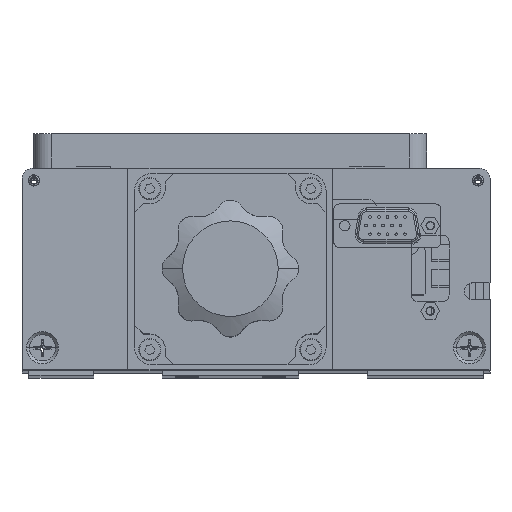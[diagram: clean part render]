
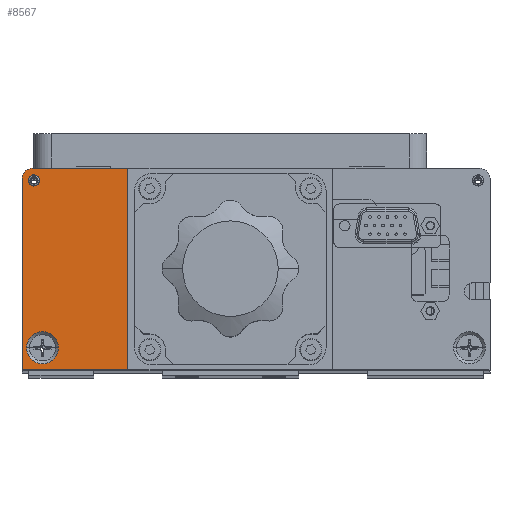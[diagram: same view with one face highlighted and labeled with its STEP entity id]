
A CAD part, top view. The second image highlights one B-rep face of the part: STEP entity #8567.
In plain terms, the highlighted planar face has unit normal (0, 0, 1).
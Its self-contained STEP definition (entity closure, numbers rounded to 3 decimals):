
#64 = EDGE_LOOP ( 'NONE', ( #15837, #6318 ) ) ;
#193 = CARTESIAN_POINT ( 'NONE',  ( -194.236, 33.83, 6.166 ) ) ;
#1123 = LINE ( 'NONE', #9692, #7872 ) ;
#3185 = CARTESIAN_POINT ( 'NONE',  ( -194.236, 30.83, 6.166 ) ) ;
#4319 = CIRCLE ( 'NONE', #7380, 1.65 ) ;
#4480 = VECTOR ( 'NONE', #23728, 1000. ) ;
#4547 = FACE_BOUND ( 'NONE', #22986, .T. ) ;
#5471 = VERTEX_POINT ( 'NONE', #21280 ) ;
#5497 = CIRCLE ( 'NONE', #11423, 3. ) ;
#5989 = CARTESIAN_POINT ( 'NONE',  ( -193.736, 30.33, 6.166 ) ) ;
#6318 = ORIENTED_EDGE ( 'NONE', *, *, #11742, .F. ) ;
#6514 = DIRECTION ( 'NONE',  ( 1., 0., 0. ) ) ;
#6715 = AXIS2_PLACEMENT_3D ( 'NONE', #36509, #16601, #39828 ) ;
#7041 = AXIS2_PLACEMENT_3D ( 'NONE', #16221, #39453, #19549 ) ;
#7380 = AXIS2_PLACEMENT_3D ( 'NONE', #5989, #29322, #9379 ) ;
#7401 = CARTESIAN_POINT ( 'NONE',  ( -193.736, 30.33, 6.166 ) ) ;
#7872 = VECTOR ( 'NONE', #39634, 1000. ) ;
#7958 = CARTESIAN_POINT ( 'NONE',  ( -195.386, 30.33, 6.166 ) ) ;
#8322 = CARTESIAN_POINT ( 'NONE',  ( -166.236, 33.83, 6.166 ) ) ;
#8556 = LINE ( 'NONE', #8854, #32999 ) ;
#8567 = ADVANCED_FACE ( 'NONE', ( #14484, #13416, #4547 ), #27912, .T. ) ;
#8854 = CARTESIAN_POINT ( 'NONE',  ( -166.236, -25.17, 6.166 ) ) ;
#9379 = DIRECTION ( 'NONE',  ( 1., 0., 0. ) ) ;
#9692 = CARTESIAN_POINT ( 'NONE',  ( -197.236, 30.83, 6.166 ) ) ;
#10734 = DIRECTION ( 'NONE',  ( 1., 0., 0. ) ) ;
#11423 = AXIS2_PLACEMENT_3D ( 'NONE', #3185, #26476, #6514 ) ;
#11742 = EDGE_CURVE ( 'NONE', #40245, #39230, #39122, .T. ) ;
#12440 = AXIS2_PLACEMENT_3D ( 'NONE', #7401, #30671, #10734 ) ;
#13416 = FACE_OUTER_BOUND ( 'NONE', #34527, .T. ) ;
#14274 = ORIENTED_EDGE ( 'NONE', *, *, #36973, .T. ) ;
#14484 = FACE_BOUND ( 'NONE', #64, .T. ) ;
#14826 = DIRECTION ( 'NONE',  ( 0., 0., 1. ) ) ;
#15837 = ORIENTED_EDGE ( 'NONE', *, *, #38120, .F. ) ;
#16221 = CARTESIAN_POINT ( 'NONE',  ( -191.236, -18.67, 6.166 ) ) ;
#16601 = DIRECTION ( 'NONE',  ( 0., 0., 1. ) ) ;
#17211 = ORIENTED_EDGE ( 'NONE', *, *, #21011, .T. ) ;
#17294 = VERTEX_POINT ( 'NONE', #36512 ) ;
#17375 = EDGE_CURVE ( 'NONE', #19048, #17294, #29856, .T. ) ;
#18555 = DIRECTION ( 'NONE',  ( 0., 1., 0. ) ) ;
#18679 = VERTEX_POINT ( 'NONE', #8322 ) ;
#19048 = VERTEX_POINT ( 'NONE', #7958 ) ;
#19418 = ORIENTED_EDGE ( 'NONE', *, *, #22574, .T. ) ;
#19549 = DIRECTION ( 'NONE',  ( 1., 0., 0. ) ) ;
#19692 = ORIENTED_EDGE ( 'NONE', *, *, #28725, .T. ) ;
#21011 = EDGE_CURVE ( 'NONE', #5471, #27104, #1123, .T. ) ;
#21280 = CARTESIAN_POINT ( 'NONE',  ( -197.236, 30.83, 6.166 ) ) ;
#21883 = CARTESIAN_POINT ( 'NONE',  ( -197.236, -25.17, 6.166 ) ) ;
#22107 = EDGE_CURVE ( 'NONE', #18679, #32280, #38889, .T. ) ;
#22464 = ORIENTED_EDGE ( 'NONE', *, *, #17375, .F. ) ;
#22574 = EDGE_CURVE ( 'NONE', #32280, #5471, #5497, .T. ) ;
#22623 = ORIENTED_EDGE ( 'NONE', *, *, #22107, .T. ) ;
#22986 = EDGE_LOOP ( 'NONE', ( #27070, #22464 ) ) ;
#23260 = CARTESIAN_POINT ( 'NONE',  ( -195.936, -18.67, 6.166 ) ) ;
#23728 = DIRECTION ( 'NONE',  ( -1., 0., 0. ) ) ;
#24417 = VERTEX_POINT ( 'NONE', #29665 ) ;
#24516 = LINE ( 'NONE', #35115, #32319 ) ;
#26476 = DIRECTION ( 'NONE',  ( 0., 0., 1. ) ) ;
#27070 = ORIENTED_EDGE ( 'NONE', *, *, #39573, .F. ) ;
#27104 = VERTEX_POINT ( 'NONE', #21883 ) ;
#27912 = PLANE ( 'NONE',  #33379 ) ;
#28725 = EDGE_CURVE ( 'NONE', #24417, #18679, #24516, .T. ) ;
#29322 = DIRECTION ( 'NONE',  ( 0., 0., 1. ) ) ;
#29665 = CARTESIAN_POINT ( 'NONE',  ( -166.236, -25.17, 6.166 ) ) ;
#29856 = CIRCLE ( 'NONE', #12440, 1.65 ) ;
#30497 = CARTESIAN_POINT ( 'NONE',  ( -186.536, -18.67, 6.166 ) ) ;
#30671 = DIRECTION ( 'NONE',  ( 0., 0., 1. ) ) ;
#32280 = VERTEX_POINT ( 'NONE', #193 ) ;
#32319 = VECTOR ( 'NONE', #18555, 1000. ) ;
#32999 = VECTOR ( 'NONE', #35469, 1000. ) ;
#33379 = AXIS2_PLACEMENT_3D ( 'NONE', #34752, #14826, #38097 ) ;
#33841 = CIRCLE ( 'NONE', #6715, 4.7 ) ;
#34527 = EDGE_LOOP ( 'NONE', ( #19418, #17211, #14274, #19692, #22623 ) ) ;
#34752 = CARTESIAN_POINT ( 'NONE',  ( -194.236, 30.83, 6.166 ) ) ;
#35115 = CARTESIAN_POINT ( 'NONE',  ( -166.236, 33.83, 6.166 ) ) ;
#35469 = DIRECTION ( 'NONE',  ( 1., 0., 0. ) ) ;
#36509 = CARTESIAN_POINT ( 'NONE',  ( -191.236, -18.67, 6.166 ) ) ;
#36512 = CARTESIAN_POINT ( 'NONE',  ( -192.086, 30.33, 6.166 ) ) ;
#36973 = EDGE_CURVE ( 'NONE', #27104, #24417, #8556, .T. ) ;
#38097 = DIRECTION ( 'NONE',  ( 1., 0., 0. ) ) ;
#38120 = EDGE_CURVE ( 'NONE', #39230, #40245, #33841, .T. ) ;
#38889 = LINE ( 'NONE', #40288, #4480 ) ;
#39122 = CIRCLE ( 'NONE', #7041, 4.7 ) ;
#39230 = VERTEX_POINT ( 'NONE', #30497 ) ;
#39453 = DIRECTION ( 'NONE',  ( 0., 0., 1. ) ) ;
#39573 = EDGE_CURVE ( 'NONE', #17294, #19048, #4319, .T. ) ;
#39634 = DIRECTION ( 'NONE',  ( 0., -1., 0. ) ) ;
#39828 = DIRECTION ( 'NONE',  ( 1., 0., 0. ) ) ;
#40245 = VERTEX_POINT ( 'NONE', #23260 ) ;
#40288 = CARTESIAN_POINT ( 'NONE',  ( -166.236, 33.83, 6.166 ) ) ;
